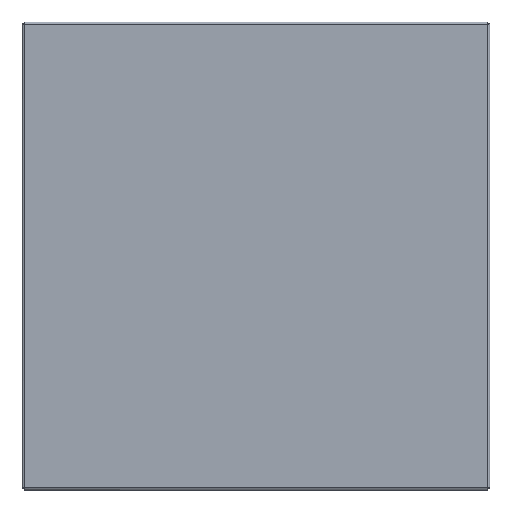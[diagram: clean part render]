
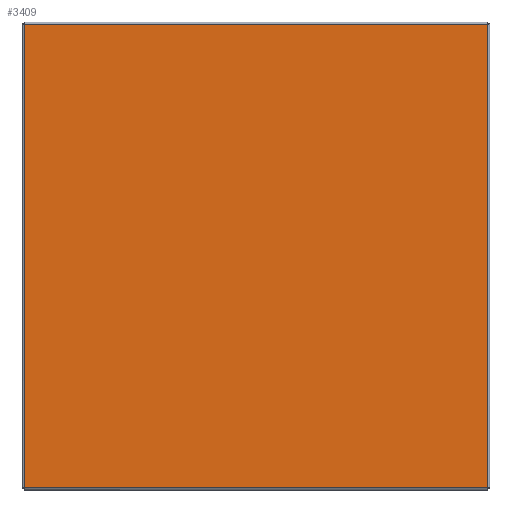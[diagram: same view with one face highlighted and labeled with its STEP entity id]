
A CAD part, top view. The second image highlights one B-rep face of the part: STEP entity #3409.
In plain terms, the highlighted planar face has unit normal (0, 0, 1).
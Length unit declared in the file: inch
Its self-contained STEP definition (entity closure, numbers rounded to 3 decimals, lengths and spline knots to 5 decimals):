
#393=PLANE($,#3640);
#587=LINE($,#5465,#799);
#592=LINE($,#5544,#804);
#596=LINE($,#5621,#808);
#600=LINE($,#5697,#812);
#799=VECTOR($,#4211,19.9458);
#804=VECTOR($,#4222,19.9458);
#808=VECTOR($,#4232,19.9458);
#812=VECTOR($,#4242,19.9458);
#1127=FACE_OUTER_BOUND($,#1359,.T.);
#1359=EDGE_LOOP($,(#2675,#2676,#2677,#2678));
#1761=VERTEX_POINT($,#5456);
#1762=VERTEX_POINT($,#5464);
#1765=VERTEX_POINT($,#5536);
#1767=VERTEX_POINT($,#5613);
#2078=EDGE_CURVE($,#1762,#1761,#587,.T.);
#2087=EDGE_CURVE($,#1761,#1765,#592,.T.);
#2095=EDGE_CURVE($,#1765,#1767,#596,.T.);
#2103=EDGE_CURVE($,#1767,#1762,#600,.T.);
#2675=ORIENTED_EDGE($,*,*,#2078,.T.);
#2676=ORIENTED_EDGE($,*,*,#2087,.T.);
#2677=ORIENTED_EDGE($,*,*,#2095,.T.);
#2678=ORIENTED_EDGE($,*,*,#2103,.T.);
#3409=ADVANCED_FACE($,(#1127),#393,.T.);
#3640=AXIS2_PLACEMENT_3D($,#5763,#4249,#4250);
#4211=DIRECTION($,(0.,1.,0.));
#4222=DIRECTION($,(-1.,0.,0.));
#4232=DIRECTION($,(0.,-1.,0.));
#4242=DIRECTION($,(1.,0.,0.));
#4249=DIRECTION('center_axis',(0.,0.,1.));
#4250=DIRECTION('ref_axis',(1.,0.,0.));
#5456=CARTESIAN_POINT('',(20.0354,20.0354,0.074));
#5464=CARTESIAN_POINT('',(20.0354,0.0896,0.074));
#5465=CARTESIAN_POINT($,(20.0354,5.07605,0.074));
#5536=CARTESIAN_POINT('',(0.0896,20.0354,0.074));
#5544=CARTESIAN_POINT($,(15.04895,20.0354,0.074));
#5613=CARTESIAN_POINT('',(0.0896,0.0896,0.074));
#5621=CARTESIAN_POINT($,(0.0896,15.04895,0.074));
#5697=CARTESIAN_POINT($,(5.07605,0.0896,0.074));
#5763=CARTESIAN_POINT('Origin',(10.0625,10.0625,0.074));
